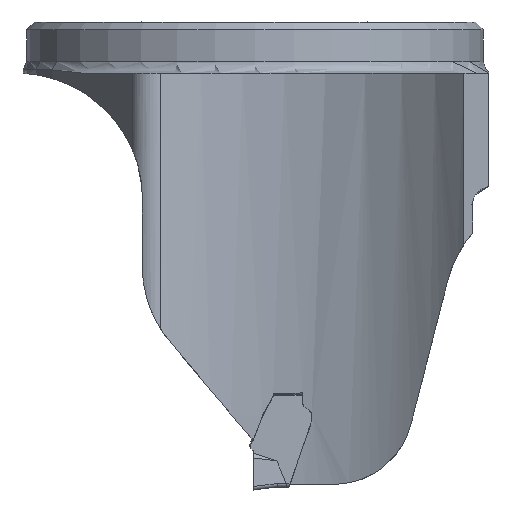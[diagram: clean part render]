
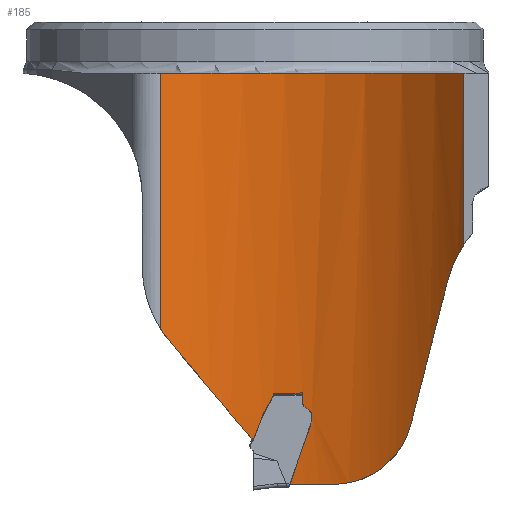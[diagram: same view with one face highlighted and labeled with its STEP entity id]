
A CAD part, left-side view. The second image highlights one B-rep face of the part: STEP entity #185.
In plain terms, the highlighted cylindrical face has radius 23.85 mm (diameter 47.7 mm), a partial arc.
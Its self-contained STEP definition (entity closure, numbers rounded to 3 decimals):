
#185=ADVANCED_FACE('CL_R_SU1',(#282),#255,.F.);
#255=CYLINDRICAL_SURFACE('',#1523,23.85);
#282=FACE_OUTER_BOUND('',#331,.T.);
#331=EDGE_LOOP('',(#585,#586,#587,#588,#589,#590,#591,#592,#593,#594,#595,
#596,#597));
#426=ELLIPSE('',#1520,37.104,23.85);
#427=ELLIPSE('',#1522,96.191,23.85);
#443=CIRCLE('',#1519,23.85);
#444=CIRCLE('',#1521,23.85);
#478=LINE('',#1953,#531);
#479=LINE('',#1957,#532);
#531=VECTOR('',#1647,1.);
#532=VECTOR('',#1650,1.);
#585=ORIENTED_EDGE('',*,*,#1139,.F.);
#586=ORIENTED_EDGE('',*,*,#1140,.F.);
#587=ORIENTED_EDGE('',*,*,#1141,.T.);
#588=ORIENTED_EDGE('',*,*,#1142,.F.);
#589=ORIENTED_EDGE('',*,*,#1143,.T.);
#590=ORIENTED_EDGE('',*,*,#1144,.T.);
#591=ORIENTED_EDGE('',*,*,#1145,.T.);
#592=ORIENTED_EDGE('',*,*,#1146,.T.);
#593=ORIENTED_EDGE('',*,*,#1147,.T.);
#594=ORIENTED_EDGE('',*,*,#1148,.T.);
#595=ORIENTED_EDGE('',*,*,#1149,.T.);
#596=ORIENTED_EDGE('',*,*,#1150,.F.);
#597=ORIENTED_EDGE('',*,*,#1151,.F.);
#987=VERTEX_POINT('',#1951);
#988=VERTEX_POINT('',#1952);
#989=VERTEX_POINT('',#1954);
#990=VERTEX_POINT('',#1956);
#991=VERTEX_POINT('',#1958);
#992=VERTEX_POINT('',#1963);
#993=VERTEX_POINT('',#1965);
#994=VERTEX_POINT('',#1970);
#995=VERTEX_POINT('',#1990);
#996=VERTEX_POINT('',#1998);
#997=VERTEX_POINT('',#2015);
#998=VERTEX_POINT('',#2017);
#999=VERTEX_POINT('',#2024);
#1139=EDGE_CURVE('',#987,#988,#1340,.T.);
#1140=EDGE_CURVE('',#989,#987,#478,.T.);
#1141=EDGE_CURVE('',#989,#990,#443,.T.);
#1142=EDGE_CURVE('',#991,#990,#479,.T.);
#1143=EDGE_CURVE('',#991,#992,#1341,.T.);
#1144=EDGE_CURVE('',#992,#993,#426,.T.);
#1145=EDGE_CURVE('',#993,#994,#1342,.T.);
#1146=EDGE_CURVE('',#994,#995,#1343,.T.);
#1147=EDGE_CURVE('',#995,#996,#1344,.T.);
#1148=EDGE_CURVE('',#996,#997,#1345,.T.);
#1149=EDGE_CURVE('',#997,#998,#444,.T.);
#1150=EDGE_CURVE('',#999,#998,#1346,.T.);
#1151=EDGE_CURVE('',#988,#999,#427,.T.);
#1340=B_SPLINE_CURVE_WITH_KNOTS('',3,(#1947,#1948,#1949,#1950),
 .UNSPECIFIED.,.F.,.F.,(4,4),(0.,1.),.UNSPECIFIED.);
#1341=B_SPLINE_CURVE_WITH_KNOTS('',3,(#1959,#1960,#1961,#1962),
 .UNSPECIFIED.,.F.,.F.,(4,4),(0.,1.),.UNSPECIFIED.);
#1342=B_SPLINE_CURVE_WITH_KNOTS('',3,(#1966,#1967,#1968,#1969),
 .UNSPECIFIED.,.F.,.F.,(4,4),(0.,1.),.UNSPECIFIED.);
#1343=B_SPLINE_CURVE_WITH_KNOTS('',3,(#1971,#1972,#1973,#1974,#1975,#1976,
#1977,#1978,#1979,#1980,#1981,#1982,#1983,#1984,#1985,#1986,#1987,#1988,
#1989),.UNSPECIFIED.,.F.,.F.,(4,3,3,3,3,3,4),(0.,0.386,0.763,
0.903,0.967,0.988,1.),.UNSPECIFIED.);
#1344=B_SPLINE_CURVE_WITH_KNOTS('',3,(#1991,#1992,#1993,#1994,#1995,#1996,
#1997),.UNSPECIFIED.,.F.,.F.,(4,3,4),(0.,0.469,1.),
 .UNSPECIFIED.);
#1345=B_SPLINE_CURVE_WITH_KNOTS('',3,(#1999,#2000,#2001,#2002,#2003,#2004,
#2005,#2006,#2007,#2008,#2009,#2010,#2011,#2012,#2013,#2014),
 .UNSPECIFIED.,.F.,.F.,(4,2,2,2,2,2,2,4),(0.,0.063,0.125,
0.188,0.219,0.25,0.5,
1.),.UNSPECIFIED.);
#1346=B_SPLINE_CURVE_WITH_KNOTS('',3,(#2018,#2019,#2020,#2021,#2022,#2023),
 .UNSPECIFIED.,.F.,.F.,(4,2,4),(0.,0.5,1.),.UNSPECIFIED.);
#1519=AXIS2_PLACEMENT_3D('',#1955,#1648,#1649);
#1520=AXIS2_PLACEMENT_3D('',#1964,#1651,#1652);
#1521=AXIS2_PLACEMENT_3D('',#2016,#1653,#1654);
#1522=AXIS2_PLACEMENT_3D('',#2025,#1655,#1656);
#1523=AXIS2_PLACEMENT_3D('',#2026,#1657,#1658);
#1647=DIRECTION('',(0.,0.,-1.));
#1648=DIRECTION('',(0.,0.,1.));
#1649=DIRECTION('',(-1.,0.,0.));
#1650=DIRECTION('',(0.,0.,1.));
#1651=DIRECTION('',(0.,0.766,-0.643));
#1652=DIRECTION('',(0.,-0.643,-0.766));
#1653=DIRECTION('',(0.,0.,-1.));
#1654=DIRECTION('',(-1.,0.,0.));
#1655=DIRECTION('',(0.,0.969,0.248));
#1656=DIRECTION('',(0.,0.248,-0.969));
#1657=DIRECTION('',(0.,0.,-1.));
#1658=DIRECTION('',(-1.,0.,0.));
#1947=CARTESIAN_POINT('',(-30.85,-18.32,-19.5));
#1948=CARTESIAN_POINT('',(-30.124,-17.723,-20.387));
#1949=CARTESIAN_POINT('',(-29.585,-17.208,-21.455));
#1950=CARTESIAN_POINT('',(-29.269,-16.897,-22.671));
#1951=CARTESIAN_POINT('',(-30.85,-18.32,-19.5));
#1952=CARTESIAN_POINT('',(-29.269,-16.897,-22.671));
#1953=CARTESIAN_POINT('',(-30.85,-18.32,70.76));
#1954=CARTESIAN_POINT('',(-30.85,-18.32,-4.475));
#1955=CARTESIAN_POINT('',(-46.,0.1,-4.475));
#1956=CARTESIAN_POINT('',(-23.591,8.264,-4.475));
#1957=CARTESIAN_POINT('',(-23.591,8.264,-110.675));
#1958=CARTESIAN_POINT('',(-23.591,8.264,-26.891));
#1959=CARTESIAN_POINT('',(-23.591,8.264,-26.891));
#1960=CARTESIAN_POINT('',(-23.507,8.035,-27.249));
#1961=CARTESIAN_POINT('',(-23.419,7.781,-27.594));
#1962=CARTESIAN_POINT('',(-23.329,7.506,-27.922));
#1963=CARTESIAN_POINT('',(-23.329,7.506,-27.922));
#1964=CARTESIAN_POINT('',(-46.,0.1,-36.748));
#1965=CARTESIAN_POINT('',(-22.151,0.278,-36.536));
#1966=CARTESIAN_POINT('',(-22.151,0.278,-36.536));
#1967=CARTESIAN_POINT('',(-22.15,0.217,-36.529));
#1968=CARTESIAN_POINT('',(-22.15,0.157,-36.521));
#1969=CARTESIAN_POINT('',(-22.15,0.096,-36.514));
#1970=CARTESIAN_POINT('',(-22.15,0.096,-36.514));
#1971=CARTESIAN_POINT('',(-22.15,0.096,-36.514));
#1972=CARTESIAN_POINT('',(-22.15,-0.102,-35.995));
#1973=CARTESIAN_POINT('',(-22.153,-0.3,-35.477));
#1974=CARTESIAN_POINT('',(-22.157,-0.498,-34.959));
#1975=CARTESIAN_POINT('',(-22.162,-0.69,-34.455));
#1976=CARTESIAN_POINT('',(-22.171,-0.94,-33.972));
#1977=CARTESIAN_POINT('',(-22.186,-1.204,-33.502));
#1978=CARTESIAN_POINT('',(-22.191,-1.302,-33.328));
#1979=CARTESIAN_POINT('',(-22.197,-1.4,-33.154));
#1980=CARTESIAN_POINT('',(-22.204,-1.497,-32.98));
#1981=CARTESIAN_POINT('',(-22.207,-1.543,-32.9));
#1982=CARTESIAN_POINT('',(-22.211,-1.602,-32.824));
#1983=CARTESIAN_POINT('',(-22.212,-1.622,-32.734));
#1984=CARTESIAN_POINT('',(-22.213,-1.628,-32.704));
#1985=CARTESIAN_POINT('',(-22.213,-1.63,-32.673));
#1986=CARTESIAN_POINT('',(-22.213,-1.626,-32.643));
#1987=CARTESIAN_POINT('',(-22.212,-1.624,-32.625));
#1988=CARTESIAN_POINT('',(-22.212,-1.619,-32.607));
#1989=CARTESIAN_POINT('',(-22.212,-1.614,-32.59));
#1990=CARTESIAN_POINT('',(-22.212,-1.614,-32.59));
#1991=CARTESIAN_POINT('',(-22.212,-1.614,-32.59));
#1992=CARTESIAN_POINT('',(-22.24,-2.012,-32.582));
#1993=CARTESIAN_POINT('',(-22.279,-2.41,-32.57));
#1994=CARTESIAN_POINT('',(-22.328,-2.807,-32.557));
#1995=CARTESIAN_POINT('',(-22.383,-3.256,-32.541));
#1996=CARTESIAN_POINT('',(-22.451,-3.705,-32.521));
#1997=CARTESIAN_POINT('',(-22.532,-4.15,-32.498));
#1998=CARTESIAN_POINT('',(-22.532,-4.15,-32.498));
#1999=CARTESIAN_POINT('',(-22.532,-4.15,-32.498));
#2000=CARTESIAN_POINT('',(-22.532,-4.15,-32.665));
#2001=CARTESIAN_POINT('',(-22.532,-4.15,-32.833));
#2002=CARTESIAN_POINT('',(-22.532,-4.15,-33.167));
#2003=CARTESIAN_POINT('',(-22.527,-4.126,-33.334));
#2004=CARTESIAN_POINT('',(-22.554,-4.273,-33.672));
#2005=CARTESIAN_POINT('',(-22.599,-4.51,-33.845));
#2006=CARTESIAN_POINT('',(-22.662,-4.819,-34.104));
#2007=CARTESIAN_POINT('',(-22.685,-4.924,-34.191));
#2008=CARTESIAN_POINT('',(-22.702,-5.002,-34.36));
#2009=CARTESIAN_POINT('',(-22.702,-5.,-34.444));
#2010=CARTESIAN_POINT('',(-22.702,-5.,-35.196));
#2011=CARTESIAN_POINT('',(-22.633,-4.68,-35.857));
#2012=CARTESIAN_POINT('',(-22.499,-3.993,-37.846));
#2013=CARTESIAN_POINT('',(-22.424,-3.535,-39.173));
#2014=CARTESIAN_POINT('',(-22.362,-3.076,-40.5));
#2015=CARTESIAN_POINT('',(-22.362,-3.076,-40.5));
#2016=CARTESIAN_POINT('',(-46.,0.1,-40.5));
#2017=CARTESIAN_POINT('',(-23.2,-6.9,-40.5));
#2018=CARTESIAN_POINT('',(-26.535,-13.681,-35.236));
#2019=CARTESIAN_POINT('',(-26.248,-13.276,-36.818));
#2020=CARTESIAN_POINT('',(-25.621,-12.365,-38.129));
#2021=CARTESIAN_POINT('',(-24.333,-9.96,-39.976));
#2022=CARTESIAN_POINT('',(-23.686,-8.483,-40.5));
#2023=CARTESIAN_POINT('',(-23.2,-6.9,-40.5));
#2024=CARTESIAN_POINT('',(-26.535,-13.681,-35.236));
#2025=CARTESIAN_POINT('',(-46.,0.1,-89.083));
#2026=CARTESIAN_POINT('',(-46.,0.1,70.76));
